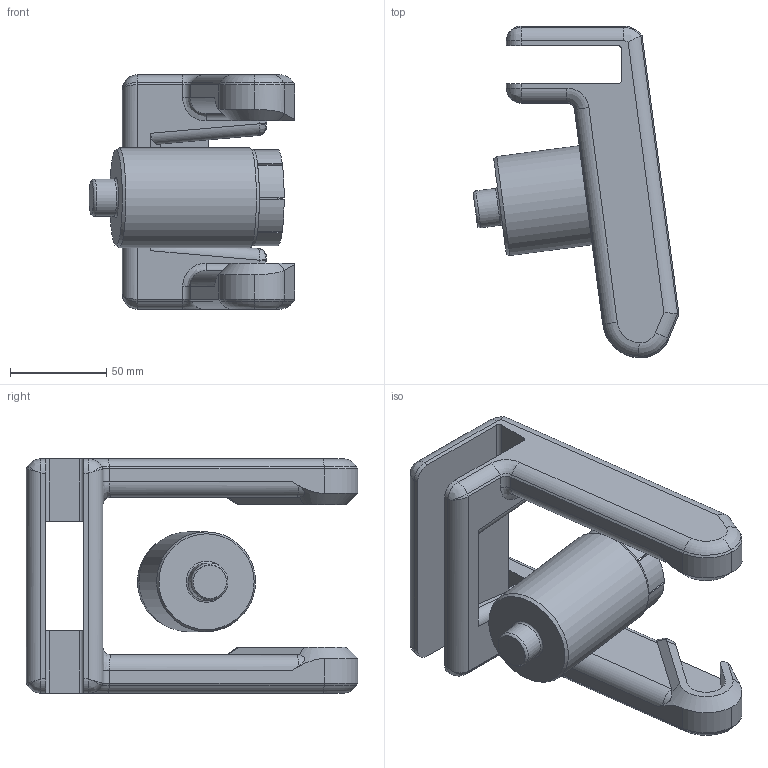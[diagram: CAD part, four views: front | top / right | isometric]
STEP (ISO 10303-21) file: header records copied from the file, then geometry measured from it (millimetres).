
FILE_DESCRIPTION(/* description */ (''),/* implementation_level */ '2;1');
FILE_NAME(/* name */ 'Spool Shelf Holder C2.step',/* time_stamp */ '2026-01-07T21:26:49-07:00',/* author */ (''),/* organization */ (''),/* preprocessor_version */ 'ST-DEVELOPER v20.1',/* originating_system */ 'Autodesk Translation Framework v14.21.0.0',/* authorisation */ '');
FILE_SCHEMA (('AUTOMOTIVE_DESIGN { 1 0 10303 214 3 1 1 }'));
Length unit declared in the file: millimetre
Products named in the file (1): Spool Shelf Holder (C)
Bounding box: 107.19 x 172.55 x 122 mm (x, y, z)
Volume: 484073 mm3; surface area: 90148.3 mm2
Topology: 2 solids, 2 shells, 238 faces, 604 edges, 370 vertices
Faces by surface type: plane 97, cylinder 67, bspline 42, cone 22, torus 10
Full cylindrical faces by diameter (mm): 19.4 x2, 52 x1
Entity records: 7941 total; most frequent: CARTESIAN_POINT 2346, ORIENTED_EDGE 1208, DIRECTION 1107, EDGE_CURVE 604, AXIS2_PLACEMENT_3D 391, VERTEX_POINT 370, LINE 325, VECTOR 325
